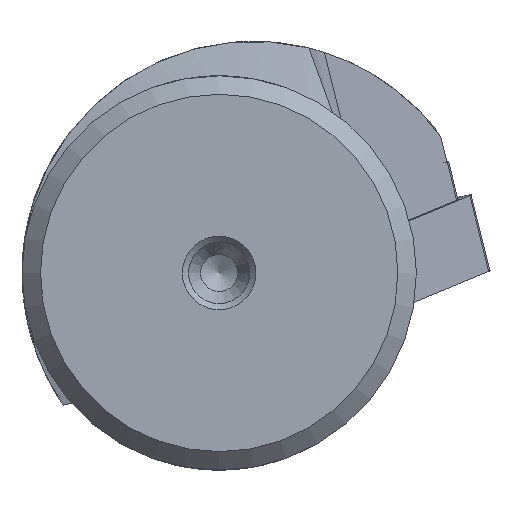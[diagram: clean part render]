
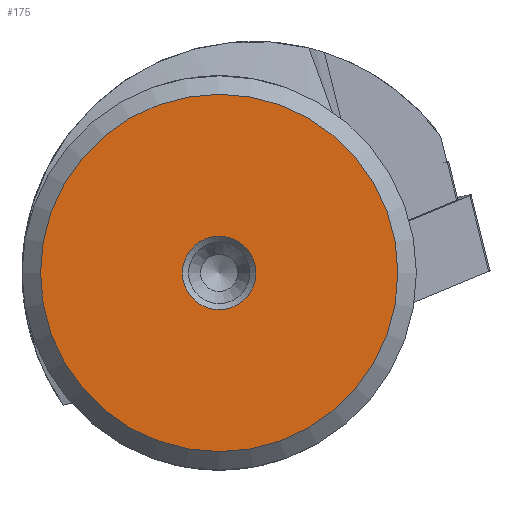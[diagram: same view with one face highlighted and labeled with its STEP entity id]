
A CAD part, front view. The second image highlights one B-rep face of the part: STEP entity #175.
In plain terms, the highlighted planar face has unit normal (0, -1, 0).
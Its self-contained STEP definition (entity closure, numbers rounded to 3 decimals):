
#71=FACE_BOUND('',#293,.T.);
#72=FACE_BOUND('',#294,.T.);
#128=CIRCLE('',#889,14.5);
#129=CIRCLE('',#891,2.981);
#175=ADVANCED_FACE('',(#71,#72),#214,.T.);
#214=PLANE('',#892);
#293=EDGE_LOOP('',(#467));
#294=EDGE_LOOP('',(#468));
#467=ORIENTED_EDGE('',*,*,#679,.T.);
#468=ORIENTED_EDGE('',*,*,#680,.F.);
#580=VERTEX_POINT('',#1339);
#581=VERTEX_POINT('',#1342);
#679=EDGE_CURVE('',#580,#580,#128,.T.);
#680=EDGE_CURVE('',#581,#581,#129,.T.);
#889=AXIS2_PLACEMENT_3D('',#1338,#1077,#1078);
#891=AXIS2_PLACEMENT_3D('',#1341,#1081,#1082);
#892=AXIS2_PLACEMENT_3D('',#1343,#1083,#1084);
#1077=DIRECTION('',(0.,-1.,0.));
#1078=DIRECTION('',(1.,0.,0.));
#1081=DIRECTION('',(0.,-1.,0.));
#1082=DIRECTION('',(1.,0.,0.));
#1083=DIRECTION('',(0.,-1.,0.));
#1084=DIRECTION('',(0.,0.,1.));
#1338=CARTESIAN_POINT('',(0.,0.,0.));
#1339=CARTESIAN_POINT('',(14.5,0.,0.));
#1341=CARTESIAN_POINT('',(0.,0.,0.));
#1342=CARTESIAN_POINT('',(2.981,0.,0.));
#1343=CARTESIAN_POINT('',(8.741,0.,0.));
